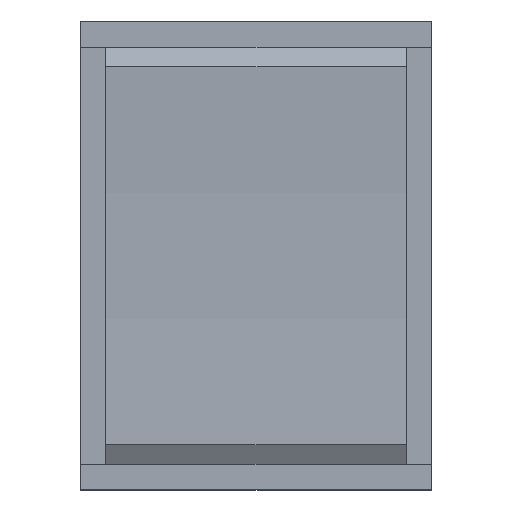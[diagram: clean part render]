
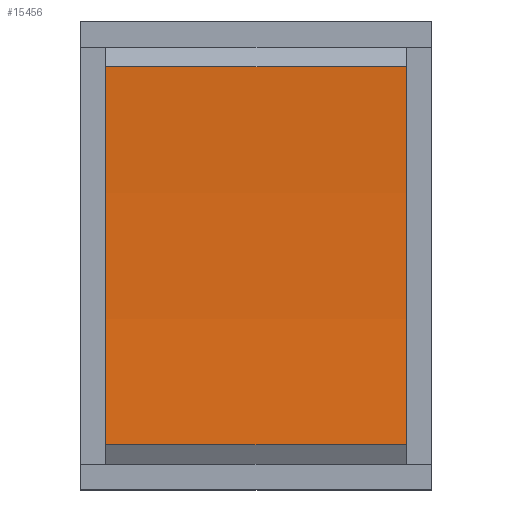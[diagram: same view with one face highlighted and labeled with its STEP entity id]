
A CAD part, top view. The second image highlights one B-rep face of the part: STEP entity #15456.
In plain terms, the highlighted cylindrical face has radius 156.967 mm (diameter 313.933 mm), a partial arc.
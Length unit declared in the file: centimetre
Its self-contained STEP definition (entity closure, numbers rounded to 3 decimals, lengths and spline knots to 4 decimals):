
#1090=FACE_OUTER_BOUND('',#1923,.T.);
#1923=EDGE_LOOP('',(#11858,#11859,#11860,#11861));
#3156=LINE('',#23223,#4852);
#3157=LINE('',#23226,#4853);
#4852=VECTOR('',#18777,1.);
#4853=VECTOR('',#18780,1.);
#6039=CIRCLE('',#16432,15.6967);
#6040=CIRCLE('',#16433,15.6967);
#6962=VERTEX_POINT('',#23219);
#6963=VERTEX_POINT('',#23220);
#6964=VERTEX_POINT('',#23222);
#6965=VERTEX_POINT('',#23224);
#8768=EDGE_CURVE('',#6962,#6963,#6039,.T.);
#8769=EDGE_CURVE('',#6964,#6962,#3156,.T.);
#8770=EDGE_CURVE('',#6965,#6964,#6040,.T.);
#8771=EDGE_CURVE('',#6963,#6965,#3157,.T.);
#11858=ORIENTED_EDGE('',*,*,#8768,.F.);
#11859=ORIENTED_EDGE('',*,*,#8769,.F.);
#11860=ORIENTED_EDGE('',*,*,#8770,.F.);
#11861=ORIENTED_EDGE('',*,*,#8771,.F.);
#15067=CYLINDRICAL_SURFACE('',#16431,15.6967);
#15456=ADVANCED_FACE('',(#1090),#15067,.F.);
#16431=AXIS2_PLACEMENT_3D('',#23218,#18773,#18774);
#16432=AXIS2_PLACEMENT_3D('',#23221,#18775,#18776);
#16433=AXIS2_PLACEMENT_3D('',#23225,#18778,#18779);
#18773=DIRECTION('center_axis',(1.,0.,0.));
#18774=DIRECTION('ref_axis',(0.,0.062,-0.998));
#18775=DIRECTION('center_axis',(-1.,0.,0.));
#18776=DIRECTION('ref_axis',(0.,0.062,-0.998));
#18777=DIRECTION('',(1.,0.,0.));
#18778=DIRECTION('center_axis',(1.,0.,0.));
#18779=DIRECTION('ref_axis',(0.,0.062,-0.998));
#18780=DIRECTION('',(-1.,0.,0.));
#23218=CARTESIAN_POINT('Origin',(-0.77,0.,
18.4097));
#23219=CARTESIAN_POINT('',(0.77,0.97,2.743));
#23220=CARTESIAN_POINT('',(0.77,-0.97,2.743));
#23221=CARTESIAN_POINT('Origin',(0.77,0.,
18.4097));
#23222=CARTESIAN_POINT('',(-0.77,0.97,2.743));
#23223=CARTESIAN_POINT('',(-0.385,0.97,2.743));
#23224=CARTESIAN_POINT('',(-0.77,-0.97,2.743));
#23225=CARTESIAN_POINT('Origin',(-0.77,0.,
18.4097));
#23226=CARTESIAN_POINT('',(0.385,-0.97,2.743));
